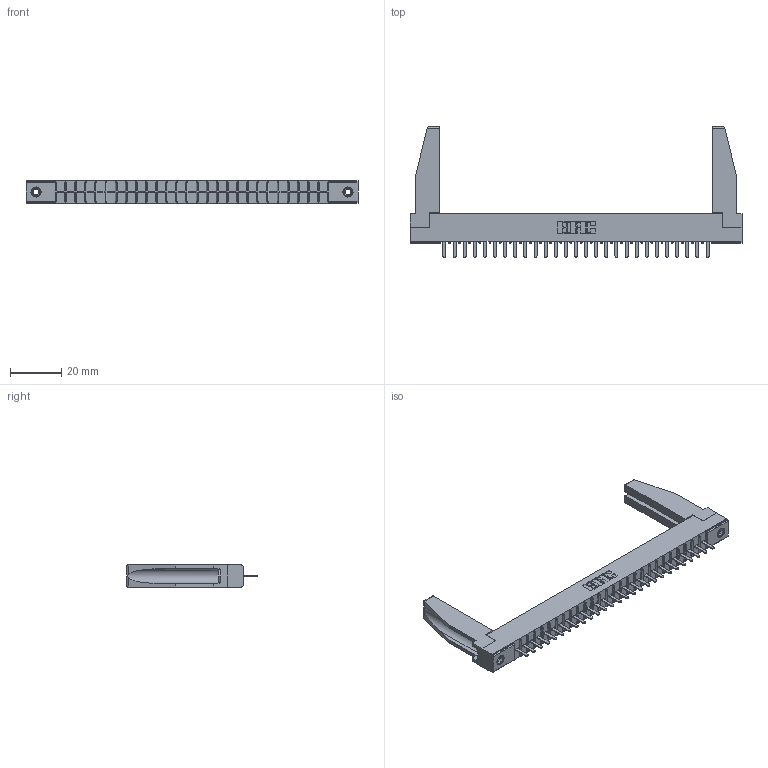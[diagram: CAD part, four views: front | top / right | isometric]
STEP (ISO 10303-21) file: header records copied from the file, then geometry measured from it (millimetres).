
FILE_DESCRIPTION (( 'STEP AP203' ), '1' );
FILE_NAME ('316-027-420-178.STEP', '2020-09-22T23:03:12', ( '' ), ( '' ), 'SwSTEP 2.0', 'SolidWorks 2020', '' );
FILE_SCHEMA (( 'CONFIG_CONTROL_DESIGN' ));
Length unit declared in the file: inch
Products named in the file (5): 306 Part_.156 Dia; 306-290-001_120; 307-220-078; 316-027-420-178; 345-250-001_345-250-001-102
Assembly tree (32 placements, depth 2):
  316-027-420-178
    306 Part_.156 Dia
    306-290-001_120  x27
    345-250-001_345-250-001-102  x2
    307-220-078  x2
Bounding box: 130 x 51.16 x 8.71 mm (x, y, z)
Volume: 12914.1 mm3; surface area: 17169.6 mm2
Topology: 32 solids, 32 shells, 2136 faces, 5965 edges, 3822 vertices
Faces by surface type: plane 1421, cylinder 591, sphere 108, cone 12, torus 4
Entity records: 29517 total; most frequent: CARTESIAN_POINT 4954, ORIENTED_EDGE 4868, DIRECTION 4838, EDGE_CURVE 2434, LINE 1898, VECTOR 1898, VERTEX_POINT 1544, AXIS2_PLACEMENT_3D 1470
